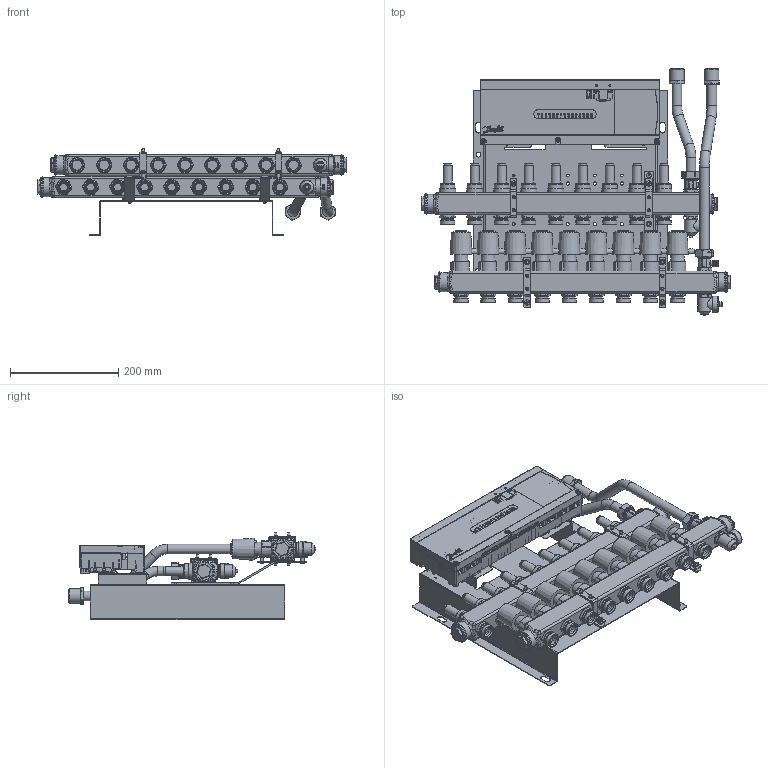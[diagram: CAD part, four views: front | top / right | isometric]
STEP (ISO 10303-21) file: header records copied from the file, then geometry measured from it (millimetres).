
FILE_DESCRIPTION (( 'STEP AP214' ), '1' );
FILE_NAME ('145H1949.STEP', '2024-08-27T07:04:24', ( '' ), ( '' ), 'SwSTEP 2.0', 'SolidWorks 2023', '' );
FILE_SCHEMA (( 'AUTOMOTIVE_DESIGN' ));
Length unit declared in the file: millimetre
Products named in the file (1): 145H1949
Bounding box: 572 x 458.37 x 161 mm (x, y, z)
Surface area: 985570.3 mm2 (no closed solid volume)
Topology: 0 solids, 271 shells, 2714 faces, 14560 edges, 11719 vertices
Faces by surface type: plane 1604, cylinder 595, cone 281, bspline 123, torus 103, sphere 8
Full cylindrical faces by diameter (mm): 2 x2, 2.043 x4, 3.3 x2, 4.2 x2, 5 x15, 6 x26, 6.1 x1, 6.5 x1, 7 x2, 8.7 x2, 9 x1, 10 x7, 14 x9, 16 x2, 16.6 x9, 18 x6, 18.4 x1, 18.75 x1, 18.755 x13, 21 x9, 22 x20, 23.75 x2, 24 x2, 26 x2, 26.44 x18, 26.441 x2, 26.68 x9, 29 x2, 29.86 x9, 35.2 x4
Entity records: 194696 total; most frequent: CARTESIAN_POINT 60591, DIRECTION 19217, ORIENTED_EDGE 18351, EDGE_CURVE 14064, VERTEX_POINT 11640, VECTOR 8899, LINE 8899, AXIS2_PLACEMENT_3D 5159
